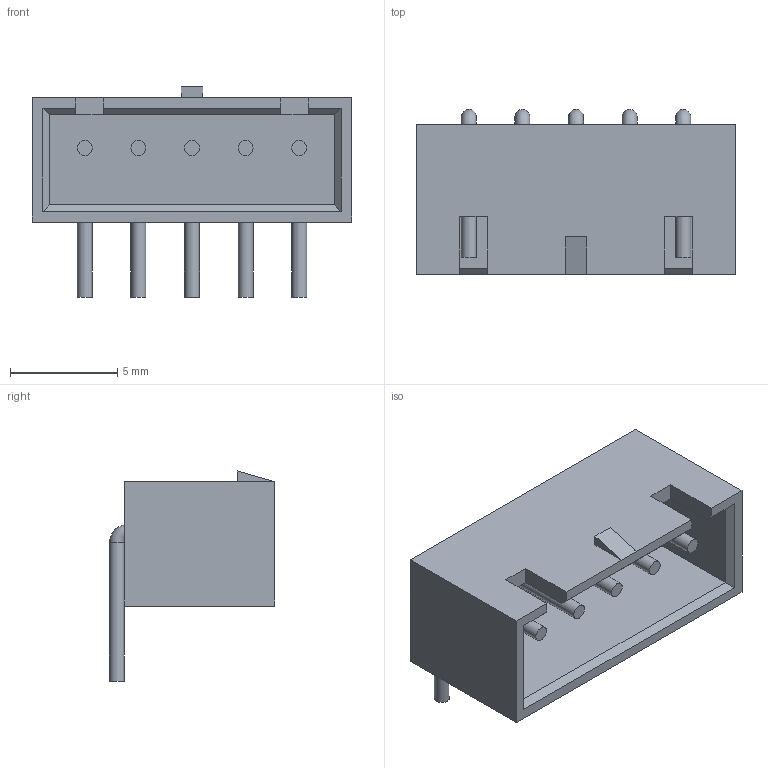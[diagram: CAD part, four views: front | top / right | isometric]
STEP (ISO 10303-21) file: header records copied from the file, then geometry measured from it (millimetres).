
FILE_DESCRIPTION(/* description */ (''),/* implementation_level */ '2;1');
FILE_NAME(/* name */ 'SMAW250-05P.stp',/* time_stamp */ '2020-02-18T14:54:18+09:00',/* author */ ('TO'),/* organization */ (''),/* preprocessor_version */ 'ST-DEVELOPER v18',/* originating_system */ 'Autodesk Inventor 2020',/* authorisation */ '');
FILE_SCHEMA (('AUTOMOTIVE_DESIGN { 1 0 10303 214 3 1 1 }'));
Length unit declared in the file: millimetre
Products named in the file (1): SMAW250-05P
Bounding box: 14.9 x 7.7 x 9.8 mm (x, y, z)
Volume: 344.5 mm3; surface area: 777.9 mm2
Topology: 6 solids, 6 shells, 53 faces, 137 edges, 96 vertices
Faces by surface type: plane 38, cylinder 10, torus 5
Full cylindrical faces by diameter (mm): 0.7 x10
Entity records: 1712 total; most frequent: DIRECTION 300, CARTESIAN_POINT 287, ORIENTED_EDGE 274, EDGE_CURVE 137, AXIS2_PLACEMENT_3D 109, VERTEX_POINT 96, LINE 82, VECTOR 82
